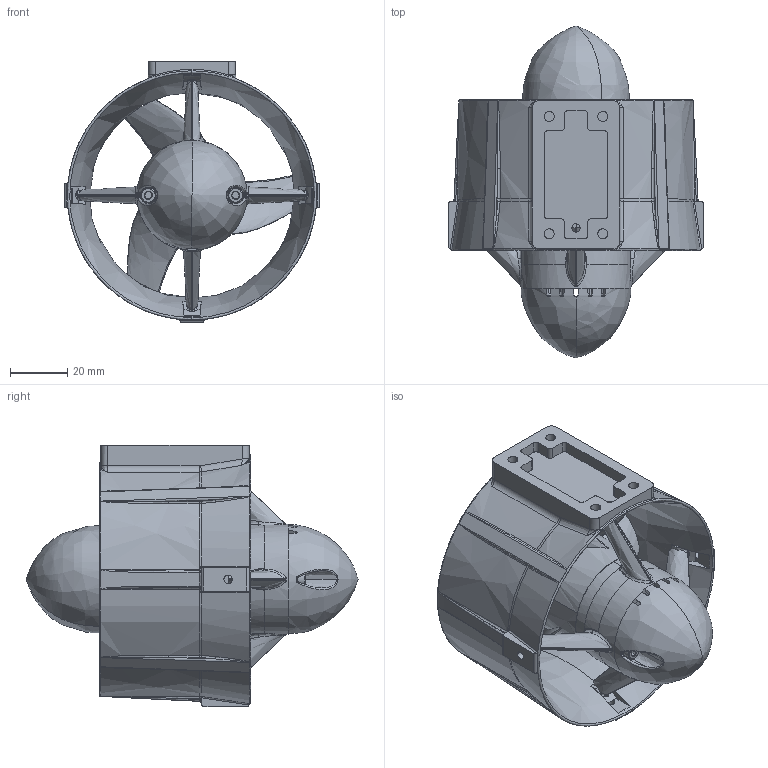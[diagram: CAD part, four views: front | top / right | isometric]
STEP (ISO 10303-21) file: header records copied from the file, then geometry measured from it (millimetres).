
FILE_DESCRIPTION(('FreeCAD Model'),'2;1');
FILE_NAME('Open CASCADE Shape Model','2025-05-03T13:36:26',('FreeCAD'),( 'FreeCAD'),'Open CASCADE STEP processor 7.6','FreeCAD','Unknown');
FILE_SCHEMA(('AUTOMOTIVE_DESIGN { 1 0 10303 214 1 1 1 1 }'));
Products named in the file (1): Open CASCADE STEP translator 7.6 1
Bounding box: 89.09 x 116.07 x 91.43 mm (x, y, z)
Volume: 130760.4 mm3; surface area: 59681.2 mm2
Topology: 2 solids, 4 shells, 1204 faces, 3485 edges, 2257 vertices
Faces by surface type: bspline 1204
Entity records: 68220 total; most frequent: CARTESIAN_POINT 48639, ORIENTED_EDGE 6864, EDGE_CURVE 3432, B_SPLINE_CURVE_WITH_KNOTS 2682, VERTEX_POINT 2247, FACE_BOUND 1249, EDGE_LOOP 1249, ADVANCED_FACE 1204
